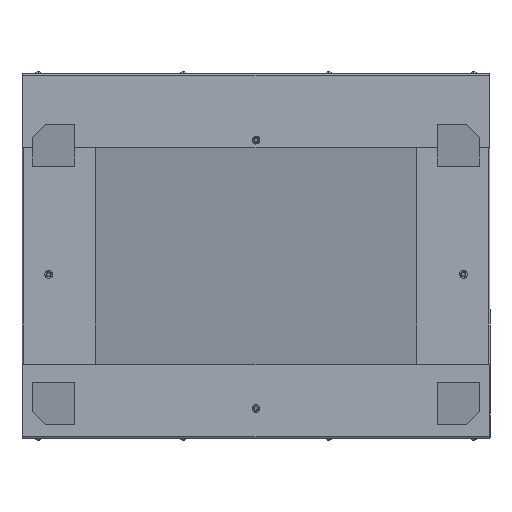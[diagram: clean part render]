
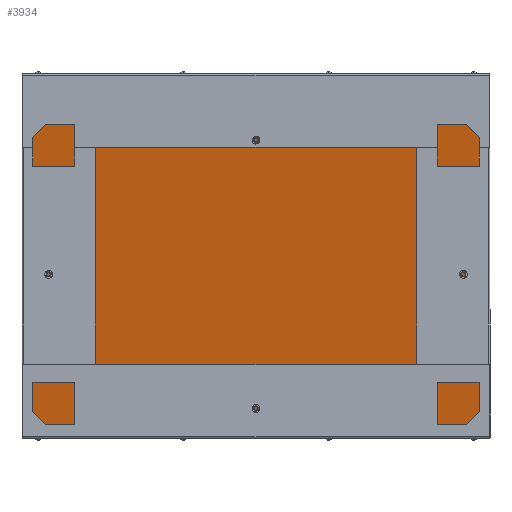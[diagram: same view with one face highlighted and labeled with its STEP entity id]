
A CAD part, front view. The second image highlights one B-rep face of the part: STEP entity #3934.
In plain terms, the highlighted planar face has unit normal (0, -0.981, -0.196).
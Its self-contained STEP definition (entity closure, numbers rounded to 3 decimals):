
#152 = EDGE_CURVE ( 'NONE', #4985, #208, #4164, .T. ) ;
#157 = EDGE_LOOP ( 'NONE', ( #5906, #4539, #2813, #4350 ) ) ;
#161 = LINE ( 'NONE', #6318, #728 ) ;
#208 = VERTEX_POINT ( 'NONE', #2604 ) ;
#214 = FACE_OUTER_BOUND ( 'NONE', #157, .T. ) ;
#622 = VECTOR ( 'NONE', #1732, 1000. ) ;
#728 = VECTOR ( 'NONE', #2213, 1000. ) ;
#729 = CARTESIAN_POINT ( 'NONE',  ( 318., 119.019, -500.196 ) ) ;
#733 = AXIS2_PLACEMENT_3D ( 'NONE', #5712, #1625, #2683 ) ;
#752 = LINE ( 'NONE', #4858, #4571 ) ;
#1502 = CARTESIAN_POINT ( 'NONE',  ( 318., 118.541, -497.804 ) ) ;
#1625 = DIRECTION ( 'NONE',  ( 0., -0.981, -0.196 ) ) ;
#1731 = VECTOR ( 'NONE', #2157, 1000. ) ;
#1732 = DIRECTION ( 'NONE',  ( 0., -0.196, 0.981 ) ) ;
#1851 = DIRECTION ( 'NONE',  ( -1., 0., 0. ) ) ;
#2086 = EDGE_CURVE ( 'NONE', #2497, #208, #161, .T. ) ;
#2157 = DIRECTION ( 'NONE',  ( 0., -0.196, 0.981 ) ) ;
#2213 = DIRECTION ( 'NONE',  ( -1., 0., 0. ) ) ;
#2497 = VERTEX_POINT ( 'NONE', #6496 ) ;
#2604 = CARTESIAN_POINT ( 'NONE',  ( -318., 19.341, -1.804 ) ) ;
#2683 = DIRECTION ( 'NONE',  ( 0., 0.196, -0.981 ) ) ;
#2813 = ORIENTED_EDGE ( 'NONE', *, *, #3554, .T. ) ;
#2946 = EDGE_CURVE ( 'NONE', #4569, #4985, #752, .T. ) ;
#3221 = LINE ( 'NONE', #729, #622 ) ;
#3554 = EDGE_CURVE ( 'NONE', #4569, #2497, #3221, .T. ) ;
#3651 = PLANE ( 'NONE',  #733 ) ;
#3934 = ADVANCED_FACE ( 'NONE', ( #214 ), #3651, .T. ) ;
#4164 = LINE ( 'NONE', #4639, #1731 ) ;
#4350 = ORIENTED_EDGE ( 'NONE', *, *, #2086, .T. ) ;
#4539 = ORIENTED_EDGE ( 'NONE', *, *, #2946, .F. ) ;
#4569 = VERTEX_POINT ( 'NONE', #1502 ) ;
#4571 = VECTOR ( 'NONE', #1851, 1000. ) ;
#4639 = CARTESIAN_POINT ( 'NONE',  ( -318., 119.019, -500.196 ) ) ;
#4858 = CARTESIAN_POINT ( 'NONE',  ( 318., 118.541, -497.804 ) ) ;
#4985 = VERTEX_POINT ( 'NONE', #6057 ) ;
#5712 = CARTESIAN_POINT ( 'NONE',  ( 318., 119.019, -500.196 ) ) ;
#5906 = ORIENTED_EDGE ( 'NONE', *, *, #152, .F. ) ;
#6057 = CARTESIAN_POINT ( 'NONE',  ( -318., 118.541, -497.804 ) ) ;
#6318 = CARTESIAN_POINT ( 'NONE',  ( 318., 19.341, -1.804 ) ) ;
#6496 = CARTESIAN_POINT ( 'NONE',  ( 318., 19.341, -1.804 ) ) ;
